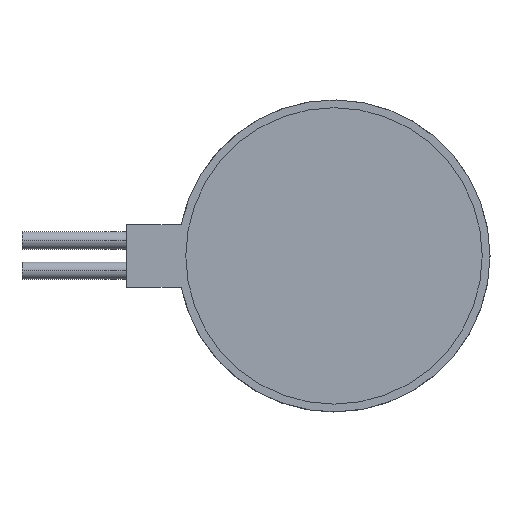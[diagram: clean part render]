
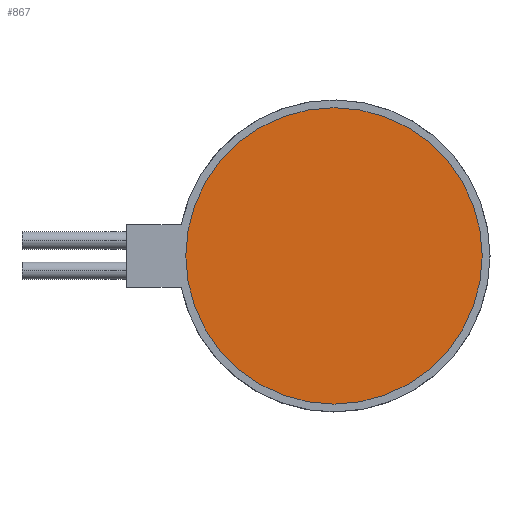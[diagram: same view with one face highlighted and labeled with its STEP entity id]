
A CAD part, top view. The second image highlights one B-rep face of the part: STEP entity #867.
In plain terms, the highlighted planar face has unit normal (0, 0, 1).
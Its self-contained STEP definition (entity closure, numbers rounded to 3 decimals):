
#11 = EDGE_CURVE ( 'NONE', #520, #17, #583, .T. ) ;
#17 = VERTEX_POINT ( 'NONE', #107 ) ;
#44 = CARTESIAN_POINT ( 'NONE',  ( 0., 0., 2.7 ) ) ;
#59 = FACE_OUTER_BOUND ( 'NONE', #815, .T. ) ;
#107 = CARTESIAN_POINT ( 'NONE',  ( -4.75, 0., 2.7 ) ) ;
#313 = AXIS2_PLACEMENT_3D ( 'NONE', #44, #396, #539 ) ;
#396 = DIRECTION ( 'NONE',  ( 0., 0., 1. ) ) ;
#417 = EDGE_CURVE ( 'NONE', #17, #520, #607, .T. ) ;
#438 = DIRECTION ( 'NONE',  ( 0., 0., 1. ) ) ;
#441 = DIRECTION ( 'NONE',  ( 1., 0., 0. ) ) ;
#449 = AXIS2_PLACEMENT_3D ( 'NONE', #772, #798, #646 ) ;
#502 = AXIS2_PLACEMENT_3D ( 'NONE', #723, #438, #441 ) ;
#519 = CARTESIAN_POINT ( 'NONE',  ( 4.75, 0., 2.7 ) ) ;
#520 = VERTEX_POINT ( 'NONE', #519 ) ;
#539 = DIRECTION ( 'NONE',  ( 1., 0., 0. ) ) ;
#583 = CIRCLE ( 'NONE', #313, 4.75 ) ;
#607 = CIRCLE ( 'NONE', #502, 4.75 ) ;
#646 = DIRECTION ( 'NONE',  ( 1., 0., 0. ) ) ;
#695 = PLANE ( 'NONE',  #449 ) ;
#723 = CARTESIAN_POINT ( 'NONE',  ( 0., 0., 2.7 ) ) ;
#772 = CARTESIAN_POINT ( 'NONE',  ( 0., 0., 2.7 ) ) ;
#798 = DIRECTION ( 'NONE',  ( 0., 0., 1. ) ) ;
#807 = ORIENTED_EDGE ( 'NONE', *, *, #11, .T. ) ;
#815 = EDGE_LOOP ( 'NONE', ( #881, #807 ) ) ;
#867 = ADVANCED_FACE ( 'NONE', ( #59 ), #695, .T. ) ;
#881 = ORIENTED_EDGE ( 'NONE', *, *, #417, .T. ) ;
